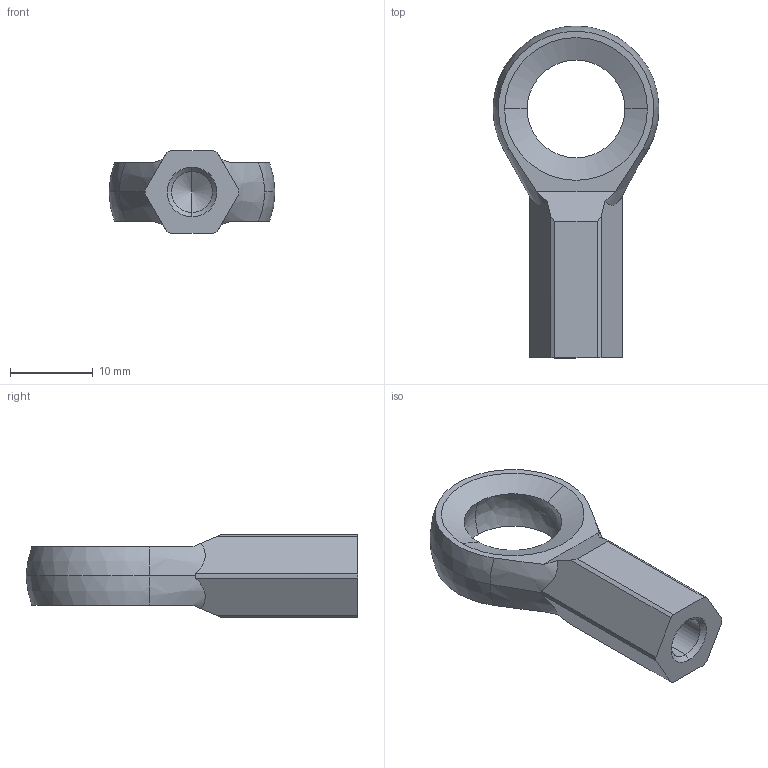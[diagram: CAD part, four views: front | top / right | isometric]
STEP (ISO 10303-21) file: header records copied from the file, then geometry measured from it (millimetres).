
FILE_DESCRIPTION (( 'STEP AP203' ), '1' );
FILE_NAME ('KCRM-06-01_Default_sldprt.STEP', '2023-05-13T05:58:41', ( '' ), ( '' ), 'SwSTEP 2.0', 'SolidWorks 2022', '' );
FILE_SCHEMA (( 'CONFIG_CONTROL_DESIGN' ));
Length unit declared in the file: millimetre
Products named in the file (1): KCRM-06-01_Default_sldprt
Bounding box: 20 x 40 x 10 mm (x, y, z)
Volume: 2683.6 mm3; surface area: 1932.2 mm2
Topology: 1 solids, 1 shells, 34 faces, 97 edges, 62 vertices
Faces by surface type: cone 11, plane 11, cylinder 8, sphere 4
Entity records: 1216 total; most frequent: CARTESIAN_POINT 288, DIRECTION 181, ORIENTED_EDGE 180, EDGE_CURVE 90, AXIS2_PLACEMENT_3D 72, VERTEX_POINT 59, CIRCLE 37, EDGE_LOOP 37
